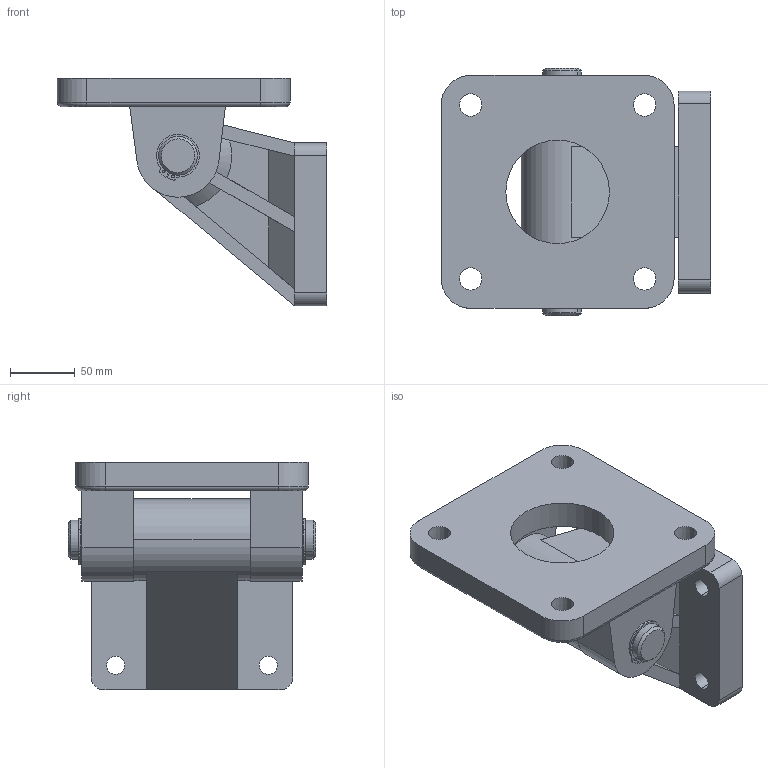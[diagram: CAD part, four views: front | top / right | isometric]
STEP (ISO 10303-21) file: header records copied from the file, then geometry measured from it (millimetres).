
FILE_DESCRIPTION (( 'STEP AP214' ), '1' );
FILE_NAME ('PNS 160 EYB.STEP', '2013-12-12T13:57:39', ( '' ), ( '' ), 'SwSTEP 2.0', 'SolidWorks 2010', '' );
FILE_SCHEMA (( 'AUTOMOTIVE_DESIGN' ));
Length unit declared in the file: millimetre
Products named in the file (5): PNS  160   EB ; 160  EB  P軲輄Varsay齦an; 30  SEGMAN; 160  YB  ; PNS  160  EYB
Assembly tree (5 placements, depth 2):
  PNS  160  EYB
    30  SEGMAN  x2
    160  YB  
    160  EB  P軲輄Varsay齦an
    PNS  160   EB 
Bounding box: 208.34 x 191 x 176 mm (x, y, z)
Volume: 2048448.7 mm3; surface area: 242117.3 mm2
Topology: 5 solids, 5 shells, 161 faces, 410 edges, 265 vertices
Faces by surface type: cylinder 75, plane 65, cone 17, torus 4
Entity records: 4481 total; most frequent: DIRECTION 795, CARTESIAN_POINT 754, ORIENTED_EDGE 700, EDGE_CURVE 350, AXIS2_PLACEMENT_3D 306, VERTEX_POINT 225, VECTOR 183, LINE 183
